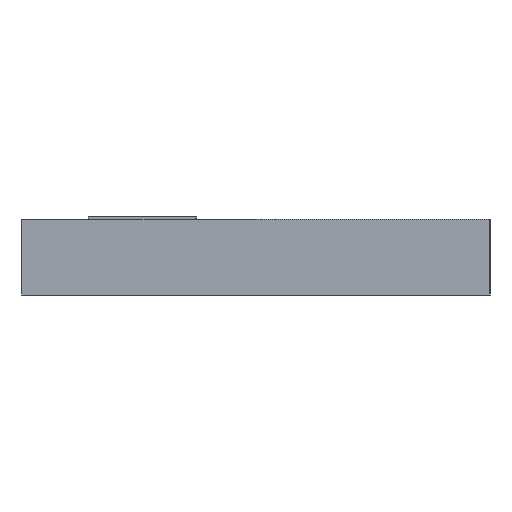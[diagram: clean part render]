
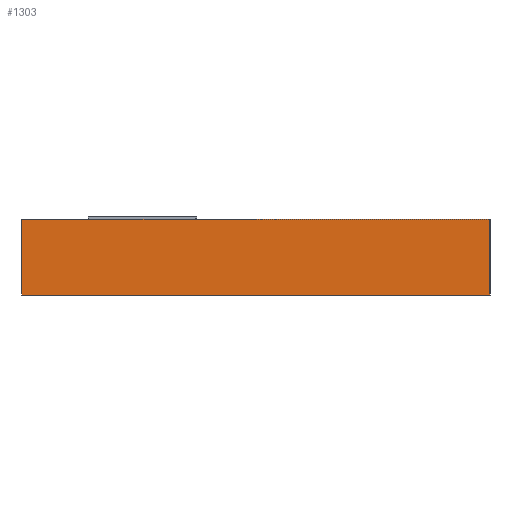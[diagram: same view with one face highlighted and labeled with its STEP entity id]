
A CAD part, left-side view. The second image highlights one B-rep face of the part: STEP entity #1303.
In plain terms, the highlighted planar face has unit normal (-1, 0, 0).
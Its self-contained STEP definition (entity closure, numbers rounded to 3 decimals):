
#185 = VERTEX_POINT('',#186);
#186 = CARTESIAN_POINT('',(107.32,-55.98,-2.83));
#192 = EDGE_CURVE('',#185,#193,#195,.T.);
#193 = VERTEX_POINT('',#194);
#194 = CARTESIAN_POINT('',(107.32,-55.98,6.96));
#195 = LINE('',#196,#197);
#196 = CARTESIAN_POINT('',(107.32,-55.98,-4.54));
#197 = VECTOR('',#198,1.);
#198 = DIRECTION('',(0.,0.,1.));
#790 = EDGE_CURVE('',#185,#791,#793,.T.);
#791 = VERTEX_POINT('',#792);
#792 = CARTESIAN_POINT('',(107.32,-116.33,-2.83));
#793 = LINE('',#794,#795);
#794 = CARTESIAN_POINT('',(107.32,-125.725,-2.83));
#795 = VECTOR('',#796,1.);
#796 = DIRECTION('',(0.,-1.,0.));
#899 = EDGE_CURVE('',#900,#193,#902,.T.);
#900 = VERTEX_POINT('',#901);
#901 = CARTESIAN_POINT('',(107.32,-116.33,6.96));
#902 = LINE('',#903,#904);
#903 = CARTESIAN_POINT('',(107.32,-116.33,6.96));
#904 = VECTOR('',#905,1.);
#905 = DIRECTION('',(0.,1.,0.));
#1303 = ADVANCED_FACE('',(#1304),#1315,.F.);
#1304 = FACE_BOUND('',#1305,.F.);
#1305 = EDGE_LOOP('',(#1306,#1312,#1313,#1314));
#1306 = ORIENTED_EDGE('',*,*,#1307,.F.);
#1307 = EDGE_CURVE('',#791,#900,#1308,.T.);
#1308 = LINE('',#1309,#1310);
#1309 = CARTESIAN_POINT('',(107.32,-116.33,-4.54));
#1310 = VECTOR('',#1311,1.);
#1311 = DIRECTION('',(0.,0.,1.));
#1312 = ORIENTED_EDGE('',*,*,#790,.F.);
#1313 = ORIENTED_EDGE('',*,*,#192,.T.);
#1314 = ORIENTED_EDGE('',*,*,#899,.F.);
#1315 = PLANE('',#1316);
#1316 = AXIS2_PLACEMENT_3D('',#1317,#1318,#1319);
#1317 = CARTESIAN_POINT('',(107.32,-116.33,-4.54));
#1318 = DIRECTION('',(1.,0.,0.));
#1319 = DIRECTION('',(0.,0.,1.));
